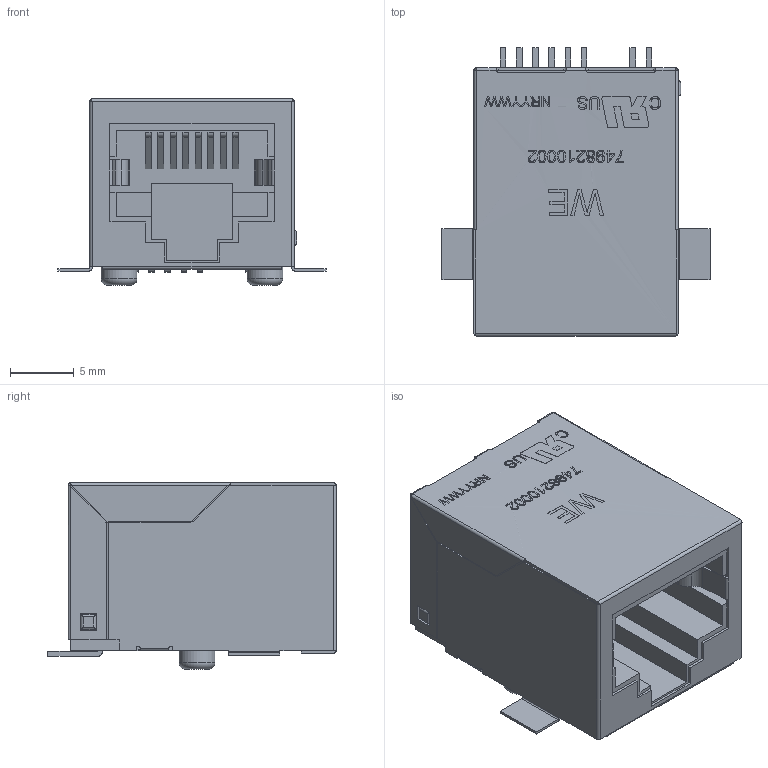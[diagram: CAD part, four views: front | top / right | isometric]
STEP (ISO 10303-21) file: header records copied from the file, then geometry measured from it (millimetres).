
FILE_DESCRIPTION(/* description */ ('Unknown'),/* implementation_level */ '2;1');
FILE_NAME(/* name */ 'T_Wurth_WE-RJ45LAN_7498210002',/* time_stamp */ '2025-08-21T11:12:05+08:00',/* author */ ('Unknown'),/* organization */ ('Unknown'),/* preprocessor_version */ 'ST-DEVELOPER v19.4',/* originating_system */ 'Solid Edge',/* authorisation */ 'Unknown');
FILE_SCHEMA (('AUTOMOTIVE_DESIGN {1 0 10303 214 3 1 1}'));
Length unit declared in the file: millimetre
Products named in the file (2): T_Wurth_WE-RJ45LAN_7498210002
Assembly tree (1 placements, depth 2):
  T_Wurth_WE-RJ45LAN_7498210002
    T_Wurth_WE-RJ45LAN_7498210002
Bounding box: 21 x 22.58 x 14.6 mm (x, y, z)
Volume: 3343.8 mm3; surface area: 4987.6 mm2
Topology: 2 solids, 2 shells, 666 faces, 1780 edges, 1154 vertices
Faces by surface type: plane 512, cylinder 109, bspline 43, torus 2
Full cylindrical faces by diameter (mm): 2.8 x2
Entity records: 26403 total; most frequent: CARTESIAN_POINT 5779, ORIENTED_EDGE 3532, DIRECTION 2844, EDGE_CURVE 1766, LINE 1238, VECTOR 1238, VERTEX_POINT 1153, AXIS2_PLACEMENT_3D 803
